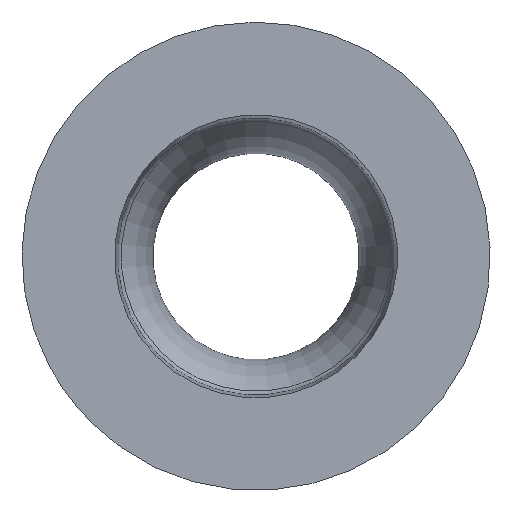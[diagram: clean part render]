
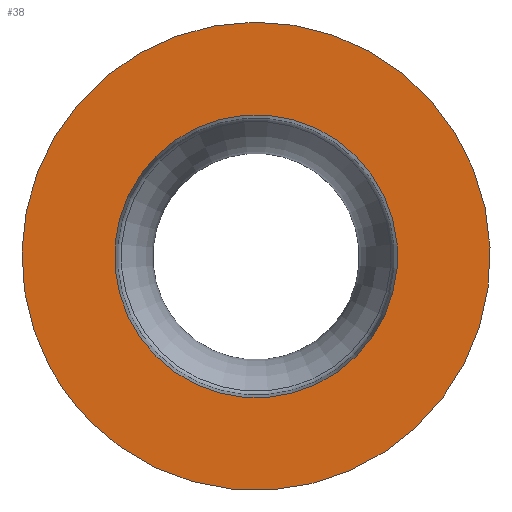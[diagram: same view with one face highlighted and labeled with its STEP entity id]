
A CAD part, top view. The second image highlights one B-rep face of the part: STEP entity #38.
In plain terms, the highlighted planar face has unit normal (0, 0, 1).
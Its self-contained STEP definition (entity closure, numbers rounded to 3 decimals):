
#38=ADVANCED_FACE('',(#47,#48),#45,.F.);
#45=PLANE('',#142);
#47=FACE_BOUND('',#61,.T.);
#48=FACE_BOUND('',#62,.T.);
#61=EDGE_LOOP('',(#75));
#62=EDGE_LOOP('',(#76));
#75=ORIENTED_EDGE('',*,*,#96,.F.);
#76=ORIENTED_EDGE('',*,*,#97,.F.);
#89=VERTEX_POINT('',#207);
#90=VERTEX_POINT('',#209);
#96=EDGE_CURVE('',#89,#89,#103,.T.);
#97=EDGE_CURVE('',#90,#90,#104,.T.);
#103=CIRCLE('',#140,3.175);
#104=CIRCLE('',#141,1.919);
#140=AXIS2_PLACEMENT_3D('',#206,#160,#161);
#141=AXIS2_PLACEMENT_3D('',#208,#162,#163);
#142=AXIS2_PLACEMENT_3D('',#210,#164,#165);
#160=DIRECTION('',(0.0,0.0,-1.0));
#161=DIRECTION('',(-0.882,-0.471,0.0));
#162=DIRECTION('',(0.0,0.0,1.0));
#163=DIRECTION('',(-0.707,-0.707,0.0));
#164=DIRECTION('',(0.0,0.0,-1.0));
#165=DIRECTION('',(0.707,0.707,0.0));
#206=CARTESIAN_POINT('',(3.175,3.175,0.));
#207=CARTESIAN_POINT('',(0.375,1.679,0.));
#208=CARTESIAN_POINT('',(3.175,3.175,0.));
#209=CARTESIAN_POINT('',(1.818,1.818,0.));
#210=CARTESIAN_POINT('',(3.175,3.175,0.));
